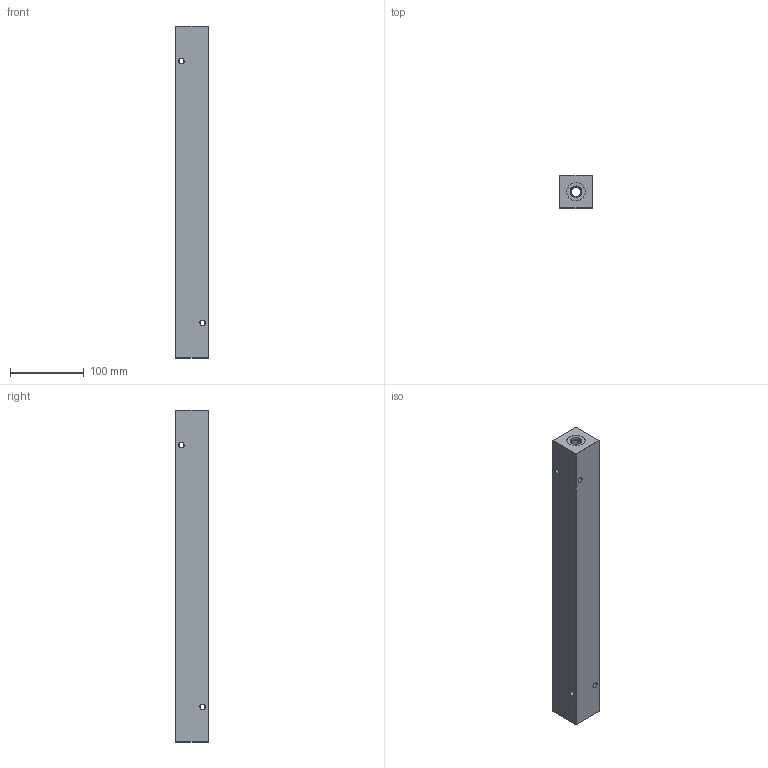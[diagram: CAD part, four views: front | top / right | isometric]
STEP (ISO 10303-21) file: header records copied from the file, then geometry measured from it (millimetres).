
FILE_DESCRIPTION (( 'STEP AP203' ), '1' );
FILE_NAME ('HM-10-0-S-6-2.STEP', '2020-09-28T21:25:19', ( '' ), ( '' ), 'SwSTEP 2.0', 'SolidWorks 2019', '' );
FILE_SCHEMA (( 'CONFIG_CONTROL_DESIGN' ));
Length unit declared in the file: inch
Products named in the file (1): HM-10-0-S-6-2
Bounding box: 44.45 x 44.45 x 450.85 mm (x, y, z)
Volume: 818026.7 mm3; surface area: 107856.7 mm2
Topology: 1 solids, 1 shells, 604 faces, 1538 edges, 978 vertices
Faces by surface type: plane 238, bspline 192, cone 88, cylinder 86
Entity records: 28107 total; most frequent: CARTESIAN_POINT 14701, ORIENTED_EDGE 3076, DIRECTION 2130, EDGE_CURVE 1538, VERTEX_POINT 978, VECTOR 892, LINE 892, EDGE_LOOP 680
